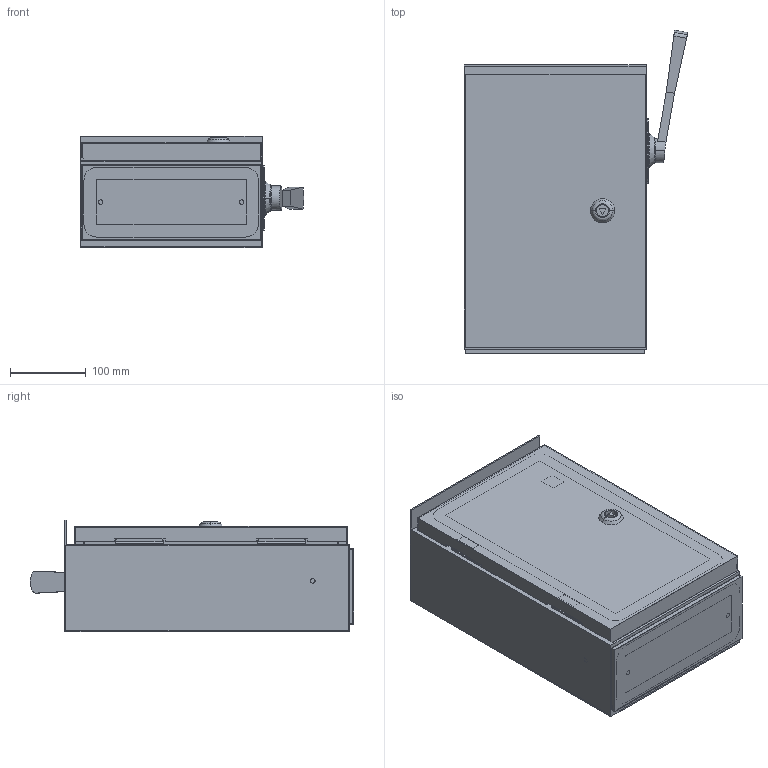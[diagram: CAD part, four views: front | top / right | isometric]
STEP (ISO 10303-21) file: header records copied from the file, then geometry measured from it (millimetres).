
FILE_DESCRIPTION (( 'STEP AP214' ), '1' );
FILE_NAME ('YARP-100-74-54 ßùèê ñ ðóáèëüíèêîì è ïðåäîõðàíèòåëÿìè ßÐÏ-100À 74 Ó1 IP54 IEK.STEP', '2020-06-17T10:08:26', ( '' ), ( '' ), 'SwSTEP 2.0', 'SolidWorks 2017', '' );
FILE_SCHEMA (( 'AUTOMOTIVE_DESIGN' ));
Length unit declared in the file: millimetre
Products named in the file (12): Øèíà Ñ_˜¨­  ‘-100€; Îáîëî÷êà ßÐÏ-100 À IP54; YARP-100-74-54 ßùèê ñ ðóáèëüíèêîì è ïðåäîõðàíèòåëÿìè ßÐÏ-100À 74 Ó1 IP54 IEK; SRK01-111-100 Âûêëþ÷àòåëü-ðàçúåäèíèòåëü ÂÐ32È-31Â31250 100À IEK; YARP-K-100-74-54 Êîðïóñ ßÐÏ-100À 74 Ó1 IP54; Çàïèðàòåëü â ñáîðå_€ƒˆ… 226.05.000; ﾏ褞襄鮏湜鸚ｐ32-31; Øèíà À_˜¨­  €-100€; ÄÏ-33 (00,0)_ƒ ¡ à¨â 00; Ðèãåëü_€ƒˆ… 226.05.001; ﾄ粢 ﾟﾐﾏ-100 ﾀ IP54; Øèíà Â_˜¨­  ‚-100€
Assembly tree (13 placements, depth 3):
  YARP-100-74-54 ßùèê ñ ðóáèëüíèêîì è ïðåäîõðàíèòåëÿìè ßÐÏ-100À 74 Ó1 IP54 IEK
    YARP-K-100-74-54 Êîðïóñ ßÐÏ-100À 74 Ó1 IP54
      Îáîëî÷êà ßÐÏ-100 À IP54
      ﾄ粢 ﾟﾐﾏ-100 ﾀ IP54
    ÄÏ-33 (00,0)_ƒ ¡ à¨â 00  x3
    Øèíà À_˜¨­  €-100€
    Øèíà Â_˜¨­  ‚-100€
    Øèíà Ñ_˜¨­  ‘-100€
    Çàïèðàòåëü â ñáîðå_€ƒˆ… 226.05.000
      ﾏ褞襄鮏湜鸚ｐ32-31
      Ðèãåëü_€ƒˆ… 226.05.001
    SRK01-111-100 Âûêëþ÷àòåëü-ðàçúåäèíèòåëü ÂÐ32È-31Â31250 100À IEK
Bounding box: 295.05 x 426.83 x 147 mm (x, y, z)
Volume: 1331103.4 mm3; surface area: 1262244.7 mm2
Topology: 46 solids, 46 shells, 2715 faces, 7222 edges, 4664 vertices
Faces by surface type: plane 1526, cylinder 974, bspline 153, cone 52, torus 10
Entity records: 95933 total; most frequent: CARTESIAN_POINT 30466, ORIENTED_EDGE 13568, DIRECTION 13218, EDGE_CURVE 6784, AXIS2_PLACEMENT_3D 4459, VERTEX_POINT 4396, LINE 4300, VECTOR 4300
